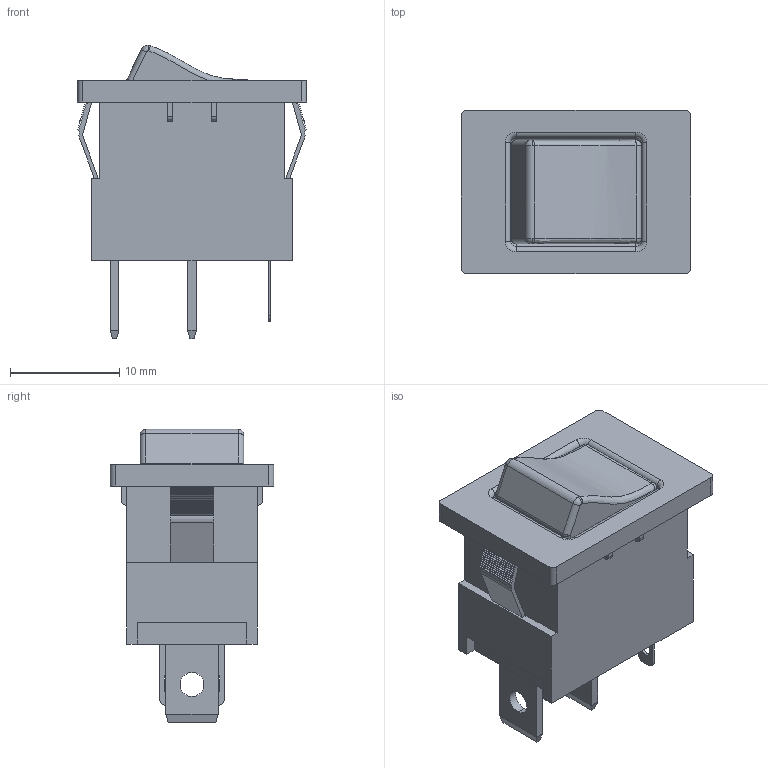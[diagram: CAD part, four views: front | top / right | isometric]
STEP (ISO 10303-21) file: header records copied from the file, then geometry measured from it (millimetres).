
FILE_DESCRIPTION (( 'STEP AP214' ), '1' );
FILE_NAME ('GRB066L02BBGGL1.STEP', '2022-12-10T11:13:44', ( '' ), ( '' ), 'SwSTEP 2.0', 'SolidWorks 2022', '' );
FILE_SCHEMA (( 'AUTOMOTIVE_DESIGN' ));
Length unit declared in the file: millimetre
Products named in the file (1): GRB066L02BBGGL1
Bounding box: 21 x 15 x 26.9 mm (x, y, z)
Volume: 3872.1 mm3; surface area: 2432.1 mm2
Topology: 12 solids, 12 shells, 256 faces, 648 edges, 412 vertices
Faces by surface type: plane 162, cylinder 75, torus 8, sphere 8, bspline 3
Entity records: 10646 total; most frequent: CARTESIAN_POINT 1454, DIRECTION 1300, ORIENTED_EDGE 1284, EDGE_CURVE 642, LINE 476, VECTOR 476, VERTEX_POINT 412, AXIS2_PLACEMENT_3D 412
